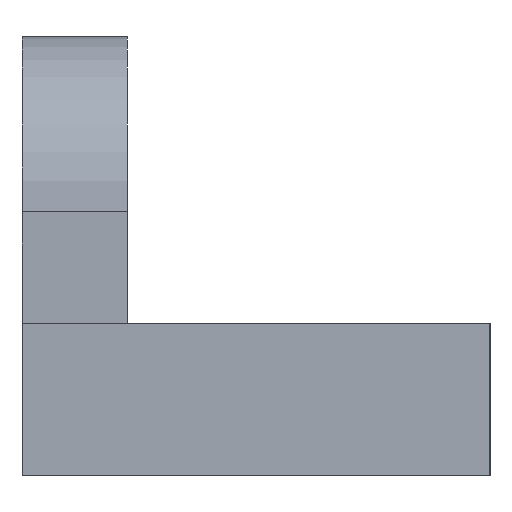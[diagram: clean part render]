
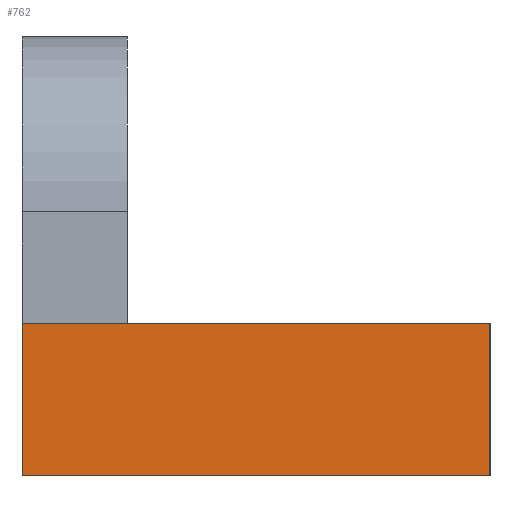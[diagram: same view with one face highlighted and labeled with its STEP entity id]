
A CAD part, left-side view. The second image highlights one B-rep face of the part: STEP entity #762.
In plain terms, the highlighted planar face has unit normal (-1, 0, 0).
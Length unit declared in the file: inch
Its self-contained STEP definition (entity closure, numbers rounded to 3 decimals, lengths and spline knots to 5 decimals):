
#67 = EDGE_LOOP ( 'NONE', ( #274, #914, #193, #77 ) ) ;
#77 = ORIENTED_EDGE ( 'NONE', *, *, #337, .T. ) ;
#93 = EDGE_CURVE ( 'NONE', #936, #218, #116, .T. ) ;
#94 = CARTESIAN_POINT ( 'NONE',  ( -0.75, 0.42606, 0.26 ) ) ;
#116 = LINE ( 'NONE', #157, #968 ) ;
#119 = DIRECTION ( 'NONE',  ( 0., -1., 0. ) ) ;
#157 = CARTESIAN_POINT ( 'NONE',  ( -0.75, 0.42606, 0.26 ) ) ;
#176 = LINE ( 'NONE', #309, #565 ) ;
#193 = ORIENTED_EDGE ( 'NONE', *, *, #93, .F. ) ;
#218 = VERTEX_POINT ( 'NONE', #544 ) ;
#235 = DIRECTION ( 'NONE',  ( 0., 0., -1. ) ) ;
#255 = DIRECTION ( 'NONE',  ( 0., -1., 0. ) ) ;
#258 = DIRECTION ( 'NONE',  ( 0., 0., -1. ) ) ;
#274 = ORIENTED_EDGE ( 'NONE', *, *, #935, .T. ) ;
#309 = CARTESIAN_POINT ( 'NONE',  ( -0.75, -0.37394, 0.26 ) ) ;
#320 = FACE_OUTER_BOUND ( 'NONE', #67, .T. ) ;
#337 = EDGE_CURVE ( 'NONE', #936, #444, #501, .T. ) ;
#419 = CARTESIAN_POINT ( 'NONE',  ( -0.75, 0.42606, 0. ) ) ;
#444 = VERTEX_POINT ( 'NONE', #419 ) ;
#468 = EDGE_CURVE ( 'NONE', #218, #629, #176, .T. ) ;
#501 = LINE ( 'NONE', #861, #692 ) ;
#544 = CARTESIAN_POINT ( 'NONE',  ( -0.75, -0.37394, 0.26 ) ) ;
#565 = VECTOR ( 'NONE', #258, 39.37008 ) ;
#597 = LINE ( 'NONE', #752, #620 ) ;
#620 = VECTOR ( 'NONE', #255, 39.37008 ) ;
#629 = VERTEX_POINT ( 'NONE', #944 ) ;
#642 = DIRECTION ( 'NONE',  ( 1., 0., 0. ) ) ;
#692 = VECTOR ( 'NONE', #1021, 39.37008 ) ;
#752 = CARTESIAN_POINT ( 'NONE',  ( -0.75, -0.24606, 0. ) ) ;
#762 = ADVANCED_FACE ( 'NONE', ( #320 ), #896, .F. ) ;
#861 = CARTESIAN_POINT ( 'NONE',  ( -0.75, 0.42606, 0.26 ) ) ;
#889 = AXIS2_PLACEMENT_3D ( 'NONE', #976, #642, #235 ) ;
#896 = PLANE ( 'NONE',  #889 ) ;
#914 = ORIENTED_EDGE ( 'NONE', *, *, #468, .F. ) ;
#935 = EDGE_CURVE ( 'NONE', #444, #629, #597, .T. ) ;
#936 = VERTEX_POINT ( 'NONE', #94 ) ;
#944 = CARTESIAN_POINT ( 'NONE',  ( -0.75, -0.37394, 0. ) ) ;
#968 = VECTOR ( 'NONE', #119, 39.37008 ) ;
#976 = CARTESIAN_POINT ( 'NONE',  ( -0.75, -0.24606, 0.26 ) ) ;
#1021 = DIRECTION ( 'NONE',  ( 0., 0., -1. ) ) ;
